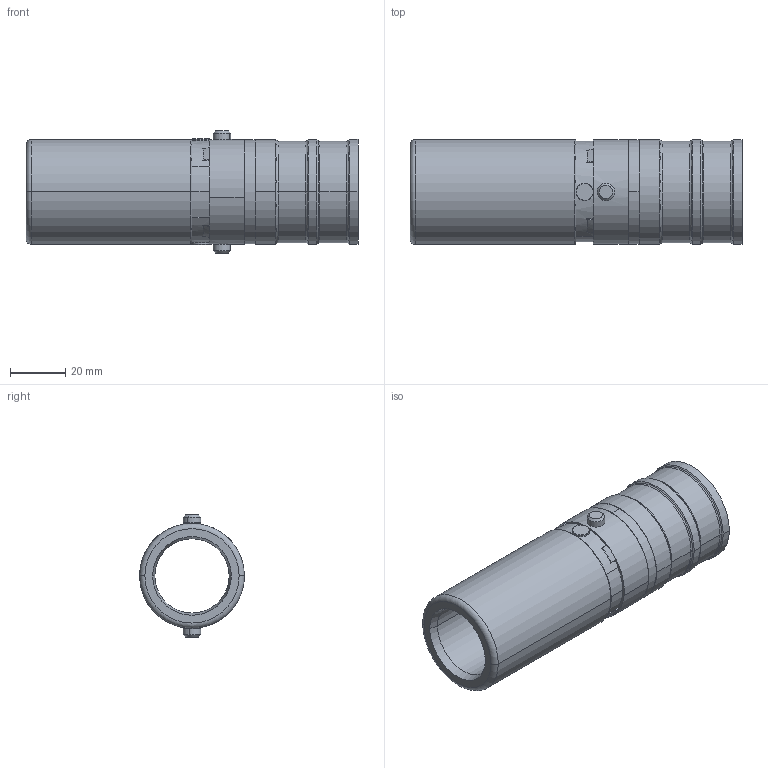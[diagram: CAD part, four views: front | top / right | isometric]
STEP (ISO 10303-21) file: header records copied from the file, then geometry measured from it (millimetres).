
FILE_DESCRIPTION (( 'STEP AP214' ), '1' );
FILE_NAME ('CATSTD-49F64-00C.STEP', '2022-03-02T19:55:14', ( '' ), ( '' ), 'SwSTEP 2.0', 'SolidWorks 2020', '' );
FILE_SCHEMA (( 'AUTOMOTIVE_DESIGN' ));
Length unit declared in the file: inch
Products named in the file (1): CATSTD-49F64-00C
Bounding box: 120.65 x 38.1 x 44.37 mm (x, y, z)
Surface area: 23459.8 mm2 (no closed solid volume)
Topology: 0 solids, 6 shells, 116 faces, 315 edges, 208 vertices
Faces by surface type: cylinder 38, plane 37, torus 24, cone 17
Entity records: 5438 total; most frequent: CARTESIAN_POINT 976, DIRECTION 678, ORIENTED_EDGE 518, EDGE_CURVE 315, AXIS2_PLACEMENT_3D 270, VERTEX_POINT 208, CIRCLE 153, LINE 138
